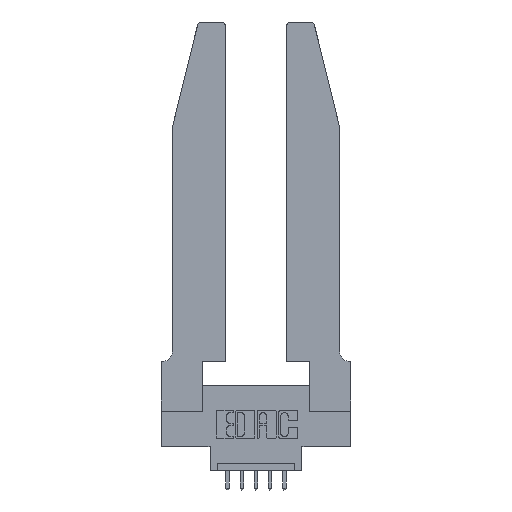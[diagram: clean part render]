
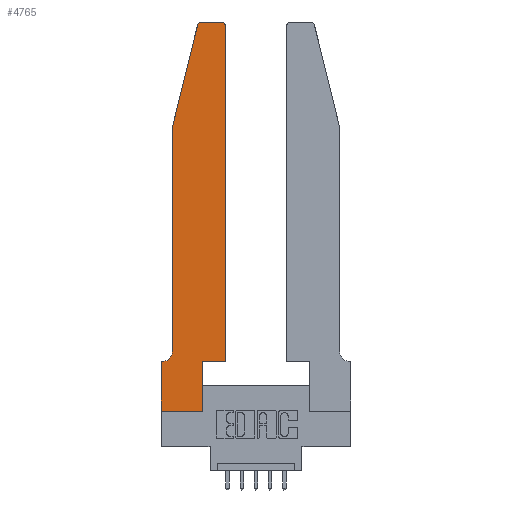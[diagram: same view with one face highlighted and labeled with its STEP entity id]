
A CAD part, top view. The second image highlights one B-rep face of the part: STEP entity #4765.
In plain terms, the highlighted planar face has unit normal (0, 0, 1).
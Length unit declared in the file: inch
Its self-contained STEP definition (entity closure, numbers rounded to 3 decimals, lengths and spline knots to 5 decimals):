
#90 = CARTESIAN_POINT ( 'NONE',  ( 0.0755, 2., 0.37 ) ) ;
#131 = CARTESIAN_POINT ( 'NONE',  ( 0.2865, 0., 0.37 ) ) ;
#183 = VERTEX_POINT ( 'NONE', #2874 ) ;
#186 = DIRECTION ( 'NONE',  ( 1., 0., 0. ) ) ;
#189 = CARTESIAN_POINT ( 'NONE',  ( 0.0055, 0.35, 0.37 ) ) ;
#245 = LINE ( 'NONE', #12923, #6214 ) ;
#273 = CARTESIAN_POINT ( 'NONE',  ( 0., 0., 0.37 ) ) ;
#312 = VECTOR ( 'NONE', #186, 39.37008 ) ;
#361 = EDGE_LOOP ( 'NONE', ( #7556, #5406, #497, #4892, #2338, #6120, #1058, #5295, #9455, #2859, #2833, #8731 ) ) ;
#497 = ORIENTED_EDGE ( 'NONE', *, *, #3650, .T. ) ;
#544 = CARTESIAN_POINT ( 'NONE',  ( 0.4205, 2.72, 0.37 ) ) ;
#573 = AXIS2_PLACEMENT_3D ( 'NONE', #11123, #13250, #5977 ) ;
#829 = AXIS2_PLACEMENT_3D ( 'NONE', #1468, #9770, #1414 ) ;
#1058 = ORIENTED_EDGE ( 'NONE', *, *, #12073, .T. ) ;
#1108 = CARTESIAN_POINT ( 'NONE',  ( 0.2605, 2.75, 0.37 ) ) ;
#1251 = EDGE_CURVE ( 'NONE', #11768, #11021, #11797, .T. ) ;
#1290 = EDGE_CURVE ( 'NONE', #11609, #183, #245, .T. ) ;
#1350 = CIRCLE ( 'NONE', #573, 0.07 ) ;
#1363 = VERTEX_POINT ( 'NONE', #13110 ) ;
#1398 = DIRECTION ( 'NONE',  ( 0., 1., 0. ) ) ;
#1414 = DIRECTION ( 'NONE',  ( 1., 0., 0. ) ) ;
#1468 = CARTESIAN_POINT ( 'NONE',  ( 0., 0.35, 0.37 ) ) ;
#1543 = VECTOR ( 'NONE', #7337, 39.37008 ) ;
#1554 = DIRECTION ( 'NONE',  ( 1., 0., 0. ) ) ;
#1813 = DIRECTION ( 'NONE',  ( -1., 0., 0. ) ) ;
#1861 = CARTESIAN_POINT ( 'NONE',  ( 0.0755, 0.35, 0.37 ) ) ;
#2055 = EDGE_CURVE ( 'NONE', #12686, #6903, #6845, .T. ) ;
#2224 = AXIS2_PLACEMENT_3D ( 'NONE', #12290, #3039, #9127 ) ;
#2338 = ORIENTED_EDGE ( 'NONE', *, *, #7263, .T. ) ;
#2343 = CARTESIAN_POINT ( 'NONE',  ( 0.2865, 0.35, 0.37 ) ) ;
#2677 = LINE ( 'NONE', #90, #10898 ) ;
#2833 = ORIENTED_EDGE ( 'NONE', *, *, #7087, .T. ) ;
#2859 = ORIENTED_EDGE ( 'NONE', *, *, #4644, .T. ) ;
#2874 = CARTESIAN_POINT ( 'NONE',  ( 0.0755, 0.42, 0.37 ) ) ;
#3039 = DIRECTION ( 'NONE',  ( 0., 0., 1. ) ) ;
#3117 = CARTESIAN_POINT ( 'NONE',  ( 0.0755, 2., 0.37 ) ) ;
#3502 = DIRECTION ( 'NONE',  ( 0., -1., 0. ) ) ;
#3601 = EDGE_CURVE ( 'NONE', #5718, #12686, #11741, .T. ) ;
#3650 = EDGE_CURVE ( 'NONE', #6903, #11609, #2677, .T. ) ;
#3692 = CARTESIAN_POINT ( 'NONE',  ( 0.4505, 0.35, 0.37 ) ) ;
#4016 = CARTESIAN_POINT ( 'NONE',  ( 0., 0., 0.37 ) ) ;
#4044 = CARTESIAN_POINT ( 'NONE',  ( 0., 0.35, 0.37 ) ) ;
#4320 = LINE ( 'NONE', #3692, #10416 ) ;
#4334 = LINE ( 'NONE', #4016, #1543 ) ;
#4411 = CARTESIAN_POINT ( 'NONE',  ( 0., 0., 0.37 ) ) ;
#4423 = LINE ( 'NONE', #12652, #5107 ) ;
#4644 = EDGE_CURVE ( 'NONE', #11021, #1363, #4423, .T. ) ;
#4716 = EDGE_CURVE ( 'NONE', #9698, #11768, #10029, .T. ) ;
#4765 = ADVANCED_FACE ( 'NONE', ( #9214 ), #12122, .T. ) ;
#4892 = ORIENTED_EDGE ( 'NONE', *, *, #1290, .T. ) ;
#5107 = VECTOR ( 'NONE', #10598, 39.37008 ) ;
#5295 = ORIENTED_EDGE ( 'NONE', *, *, #4716, .T. ) ;
#5340 = DIRECTION ( 'NONE',  ( -1., 0., 0. ) ) ;
#5406 = ORIENTED_EDGE ( 'NONE', *, *, #2055, .T. ) ;
#5718 = VERTEX_POINT ( 'NONE', #10185 ) ;
#5977 = DIRECTION ( 'NONE',  ( -1., 0., 0. ) ) ;
#6120 = ORIENTED_EDGE ( 'NONE', *, *, #11989, .T. ) ;
#6214 = VECTOR ( 'NONE', #3502, 39.37008 ) ;
#6536 = VECTOR ( 'NONE', #1813, 39.37008 ) ;
#6785 = EDGE_CURVE ( 'NONE', #10125, #5718, #10913, .T. ) ;
#6845 = CIRCLE ( 'NONE', #2224, 0.03 ) ;
#6903 = VERTEX_POINT ( 'NONE', #9946 ) ;
#7087 = EDGE_CURVE ( 'NONE', #1363, #10125, #4320, .T. ) ;
#7221 = CARTESIAN_POINT ( 'NONE',  ( 0.4505, 2.72, 0.37 ) ) ;
#7263 = EDGE_CURVE ( 'NONE', #183, #9678, #1350, .T. ) ;
#7337 = DIRECTION ( 'NONE',  ( 0., -1., 0. ) ) ;
#7477 = DIRECTION ( 'NONE',  ( -0.239, -0.971, 0. ) ) ;
#7556 = ORIENTED_EDGE ( 'NONE', *, *, #3601, .T. ) ;
#7770 = DIRECTION ( 'NONE',  ( 0., 0., 1. ) ) ;
#8091 = CARTESIAN_POINT ( 'NONE',  ( 0.284, 2.75, 0.37 ) ) ;
#8731 = ORIENTED_EDGE ( 'NONE', *, *, #6785, .T. ) ;
#8955 = LINE ( 'NONE', #1861, #6536 ) ;
#9127 = DIRECTION ( 'NONE',  ( 1., 0., 0. ) ) ;
#9214 = FACE_OUTER_BOUND ( 'NONE', #361, .T. ) ;
#9427 = CARTESIAN_POINT ( 'NONE',  ( 0.2865, 0.35, 0.37 ) ) ;
#9455 = ORIENTED_EDGE ( 'NONE', *, *, #1251, .T. ) ;
#9678 = VERTEX_POINT ( 'NONE', #189 ) ;
#9698 = VERTEX_POINT ( 'NONE', #4411 ) ;
#9770 = DIRECTION ( 'NONE',  ( 0., 0., 1. ) ) ;
#9946 = CARTESIAN_POINT ( 'NONE',  ( 0.25487, 2.72718, 0.37 ) ) ;
#10029 = LINE ( 'NONE', #273, #312 ) ;
#10125 = VERTEX_POINT ( 'NONE', #7221 ) ;
#10185 = CARTESIAN_POINT ( 'NONE',  ( 0.4205, 2.75, 0.37 ) ) ;
#10416 = VECTOR ( 'NONE', #13267, 39.37008 ) ;
#10598 = DIRECTION ( 'NONE',  ( 1., 0., 0. ) ) ;
#10898 = VECTOR ( 'NONE', #7477, 39.37008 ) ;
#10913 = CIRCLE ( 'NONE', #12243, 0.03 ) ;
#11021 = VERTEX_POINT ( 'NONE', #9427 ) ;
#11123 = CARTESIAN_POINT ( 'NONE',  ( 0.0055, 0.42, 0.37 ) ) ;
#11609 = VERTEX_POINT ( 'NONE', #3117 ) ;
#11622 = VECTOR ( 'NONE', #1398, 39.37008 ) ;
#11741 = LINE ( 'NONE', #1108, #12736 ) ;
#11768 = VERTEX_POINT ( 'NONE', #131 ) ;
#11797 = LINE ( 'NONE', #2343, #11622 ) ;
#11989 = EDGE_CURVE ( 'NONE', #9678, #12745, #8955, .T. ) ;
#12073 = EDGE_CURVE ( 'NONE', #12745, #9698, #4334, .T. ) ;
#12122 = PLANE ( 'NONE',  #829 ) ;
#12243 = AXIS2_PLACEMENT_3D ( 'NONE', #544, #7770, #1554 ) ;
#12290 = CARTESIAN_POINT ( 'NONE',  ( 0.284, 2.72, 0.37 ) ) ;
#12652 = CARTESIAN_POINT ( 'NONE',  ( 0.4505, 0.35, 0.37 ) ) ;
#12686 = VERTEX_POINT ( 'NONE', #8091 ) ;
#12736 = VECTOR ( 'NONE', #5340, 39.37008 ) ;
#12745 = VERTEX_POINT ( 'NONE', #4044 ) ;
#12923 = CARTESIAN_POINT ( 'NONE',  ( 0.0755, 2., 0.37 ) ) ;
#13110 = CARTESIAN_POINT ( 'NONE',  ( 0.4505, 0.35, 0.37 ) ) ;
#13250 = DIRECTION ( 'NONE',  ( 0., 0., -1. ) ) ;
#13267 = DIRECTION ( 'NONE',  ( 0., 1., 0. ) ) ;
